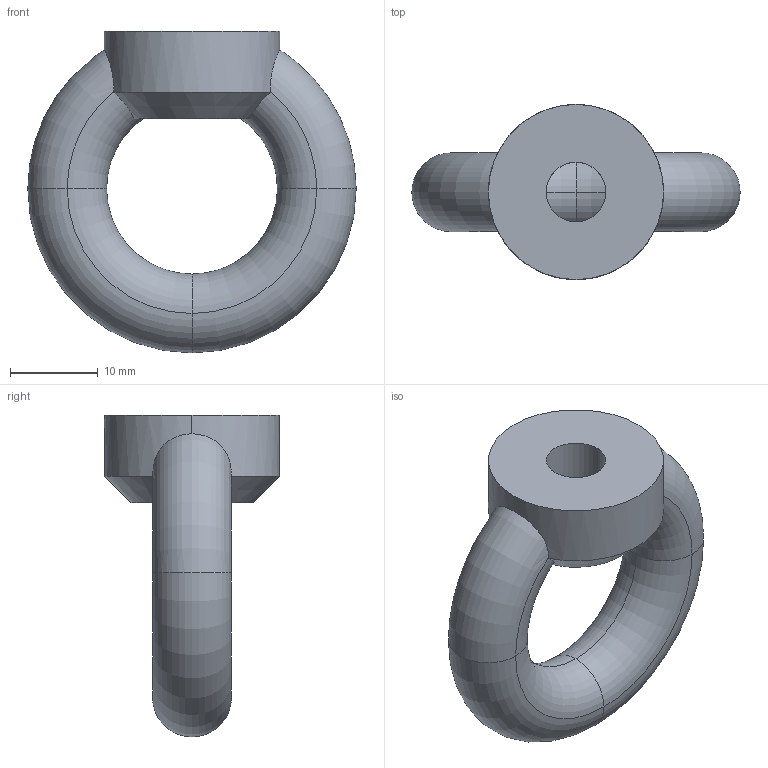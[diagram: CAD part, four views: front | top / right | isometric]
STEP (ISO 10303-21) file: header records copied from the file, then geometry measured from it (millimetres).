
FILE_DESCRIPTION (( 'STEP AP203' ), '1' );
FILE_NAME ('T42100.STEP', '2018-07-23T16:23:22', ( '' ), ( '' ), 'SwSTEP 2.0', 'SolidWorks 2016', '' );
FILE_SCHEMA (( 'CONFIG_CONTROL_DESIGN' ));
Length unit declared in the file: millimetre
Products named in the file (1): T42100
Bounding box: 37.5 x 20 x 36.75 mm (x, y, z)
Volume: 6999.6 mm3; surface area: 3161 mm2
Topology: 1 solids, 1 shells, 20 faces, 51 edges, 31 vertices
Faces by surface type: torus 12, cylinder 4, plane 2, cone 2
Entity records: 833 total; most frequent: CARTESIAN_POINT 269, DIRECTION 108, ORIENTED_EDGE 102, AXIS2_PLACEMENT_3D 52, EDGE_CURVE 51, VERTEX_POINT 31, CIRCLE 31, EDGE_LOOP 22
